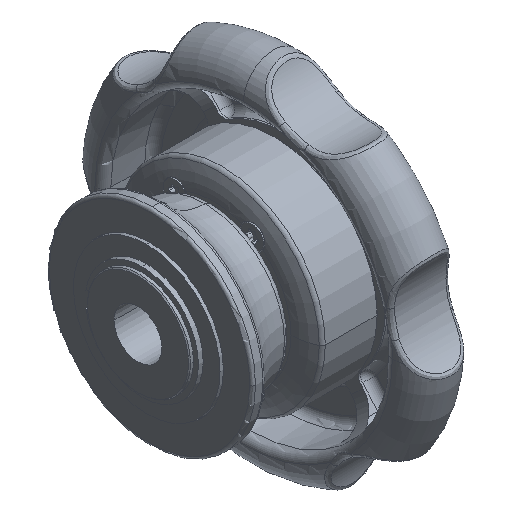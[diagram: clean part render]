
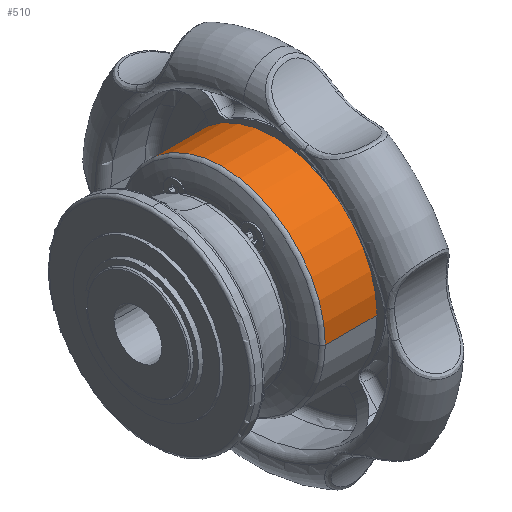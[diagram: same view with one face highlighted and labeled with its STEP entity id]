
A CAD part, isometric view. The second image highlights one B-rep face of the part: STEP entity #510.
In plain terms, the highlighted cylindrical face has radius 26 mm (diameter 52 mm), a partial arc.
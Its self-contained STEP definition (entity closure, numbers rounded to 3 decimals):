
#510 = ADVANCED_FACE ( 'NONE', ( #51755 ), #14161, .T. ) ;
#1459 = VERTEX_POINT ( 'NONE', #10724 ) ;
#2359 = ORIENTED_EDGE ( 'NONE', *, *, #19714, .F. ) ;
#2827 = ORIENTED_EDGE ( 'NONE', *, *, #42301, .F. ) ;
#5026 = LINE ( 'NONE', #38273, #12968 ) ;
#5218 = DIRECTION ( 'NONE',  ( 1., 0., 0. ) ) ;
#8405 = LINE ( 'NONE', #59527, #16844 ) ;
#10724 = CARTESIAN_POINT ( 'NONE',  ( -9.058, -26., 0. ) ) ;
#11905 = CARTESIAN_POINT ( 'NONE',  ( -9.058, 26., 0. ) ) ;
#12358 = EDGE_LOOP ( 'NONE', ( #2827, #17605, #52242, #2359 ) ) ;
#12968 = VECTOR ( 'NONE', #57968, 1000. ) ;
#14161 = CYLINDRICAL_SURFACE ( 'NONE', #30123, 26. ) ;
#14789 = DIRECTION ( 'NONE',  ( -1., 0., 0. ) ) ;
#14947 = AXIS2_PLACEMENT_3D ( 'NONE', #45510, #51326, #27603 ) ;
#16176 = DIRECTION ( 'NONE',  ( 1., 0., 0. ) ) ;
#16844 = VECTOR ( 'NONE', #16176, 1000. ) ;
#17605 = ORIENTED_EDGE ( 'NONE', *, *, #37070, .T. ) ;
#18627 = EDGE_CURVE ( 'NONE', #21987, #35820, #41561, .T. ) ;
#19414 = DIRECTION ( 'NONE',  ( 0., 0., 1. ) ) ;
#19714 = EDGE_CURVE ( 'NONE', #59794, #21987, #8405, .T. ) ;
#20019 = CARTESIAN_POINT ( 'NONE',  ( -9.058, 0., 0. ) ) ;
#21987 = VERTEX_POINT ( 'NONE', #46219 ) ;
#27603 = DIRECTION ( 'NONE',  ( 0., -1., 0. ) ) ;
#28164 = AXIS2_PLACEMENT_3D ( 'NONE', #20019, #14789, #19414 ) ;
#30123 = AXIS2_PLACEMENT_3D ( 'NONE', #47449, #5218, #56377 ) ;
#35820 = VERTEX_POINT ( 'NONE', #46838 ) ;
#37070 = EDGE_CURVE ( 'NONE', #1459, #35820, #5026, .T. ) ;
#38273 = CARTESIAN_POINT ( 'NONE',  ( 83.545, -26., 0. ) ) ;
#41561 = CIRCLE ( 'NONE', #14947, 26. ) ;
#41981 = CIRCLE ( 'NONE', #28164, 26. ) ;
#42301 = EDGE_CURVE ( 'NONE', #1459, #59794, #41981, .T. ) ;
#45510 = CARTESIAN_POINT ( 'NONE',  ( 4., 0., 0. ) ) ;
#46219 = CARTESIAN_POINT ( 'NONE',  ( 4., 26., 0. ) ) ;
#46838 = CARTESIAN_POINT ( 'NONE',  ( 4., -26., 0. ) ) ;
#47449 = CARTESIAN_POINT ( 'NONE',  ( 83.545, 0., 0. ) ) ;
#51326 = DIRECTION ( 'NONE',  ( 1., 0., 0. ) ) ;
#51755 = FACE_OUTER_BOUND ( 'NONE', #12358, .T. ) ;
#52242 = ORIENTED_EDGE ( 'NONE', *, *, #18627, .F. ) ;
#56377 = DIRECTION ( 'NONE',  ( 0., 1., 0. ) ) ;
#57968 = DIRECTION ( 'NONE',  ( 1., 0., 0. ) ) ;
#59527 = CARTESIAN_POINT ( 'NONE',  ( 83.545, 26., 0. ) ) ;
#59794 = VERTEX_POINT ( 'NONE', #11905 ) ;
